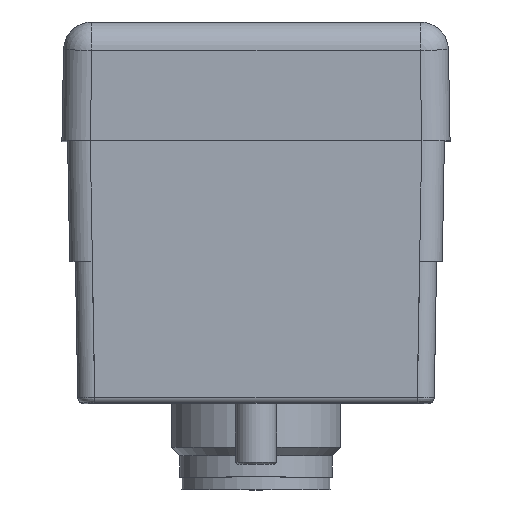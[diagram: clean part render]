
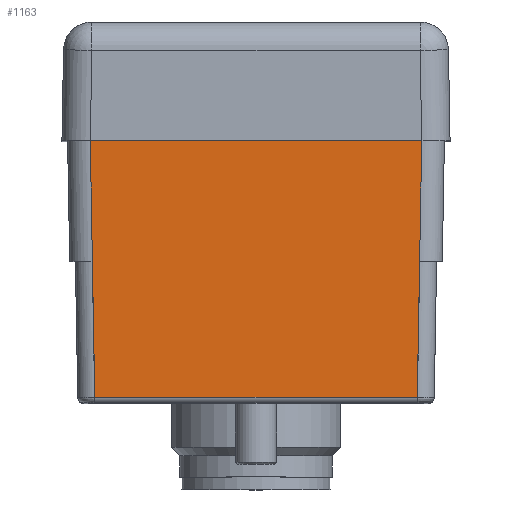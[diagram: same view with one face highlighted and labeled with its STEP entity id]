
A CAD part, top view. The second image highlights one B-rep face of the part: STEP entity #1163.
In plain terms, the highlighted planar face has unit normal (0, 0, 1).
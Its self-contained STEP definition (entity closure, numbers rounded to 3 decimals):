
#1163=ADVANCED_FACE('',(#1878),#1424,.F.);
#1424=PLANE('',#9662);
#1878=FACE_OUTER_BOUND('',#2459,.T.);
#2459=EDGE_LOOP('',(#5158,#5159,#5160,#5161));
#5158=ORIENTED_EDGE('',*,*,#7101,.T.);
#5159=ORIENTED_EDGE('',*,*,#7072,.T.);
#5160=ORIENTED_EDGE('',*,*,#7119,.T.);
#5161=ORIENTED_EDGE('',*,*,#7370,.F.);
#5931=VERTEX_POINT('',#15295);
#5939=VERTEX_POINT('',#15327);
#5965=VERTEX_POINT('',#15515);
#5969=VERTEX_POINT('',#15555);
#7072=EDGE_CURVE('',#5965,#5969,#7896,.T.);
#7101=EDGE_CURVE('',#5939,#5965,#7909,.T.);
#7119=EDGE_CURVE('',#5969,#5931,#7918,.T.);
#7370=EDGE_CURVE('',#5939,#5931,#8089,.T.);
#7896=LINE('',#15556,#8636);
#7909=LINE('',#15730,#8649);
#7918=LINE('',#15763,#8658);
#8089=LINE('',#16471,#8829);
#8636=VECTOR('',#11475,1.);
#8649=VECTOR('',#11520,1.);
#8658=VECTOR('',#11553,1.);
#8829=VECTOR('',#12024,1.);
#9662=AXIS2_PLACEMENT_3D('',#16472,#12025,#12026);
#11475=DIRECTION('',(1.,0.,0.));
#11520=DIRECTION('',(0.017,-1.,0.));
#11553=DIRECTION('',(0.017,1.,0.));
#12024=DIRECTION('',(1.,0.,0.));
#12025=DIRECTION('',(0.,0.,-1.));
#12026=DIRECTION('',(-1.,0.,0.));
#15295=CARTESIAN_POINT('',(70.698,50.,84.5));
#15327=CARTESIAN_POINT('',(47.299,50.,84.5));
#15515=CARTESIAN_POINT('',(47.615,31.9,84.5));
#15555=CARTESIAN_POINT('',(70.382,31.9,84.5));
#15556=CARTESIAN_POINT('',(70.375,31.9,84.5));
#15730=CARTESIAN_POINT('',(47.181,56.742,84.5));
#15763=CARTESIAN_POINT('',(70.699,50.028,84.5));
#16471=CARTESIAN_POINT('',(73.448,50.,84.5));
#16472=CARTESIAN_POINT('',(73.448,57.2,84.5));
